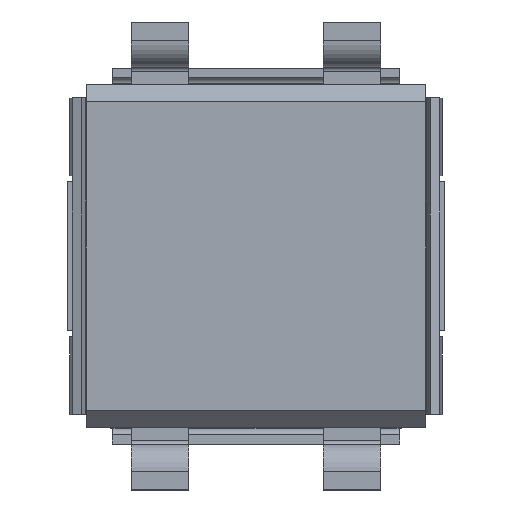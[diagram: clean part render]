
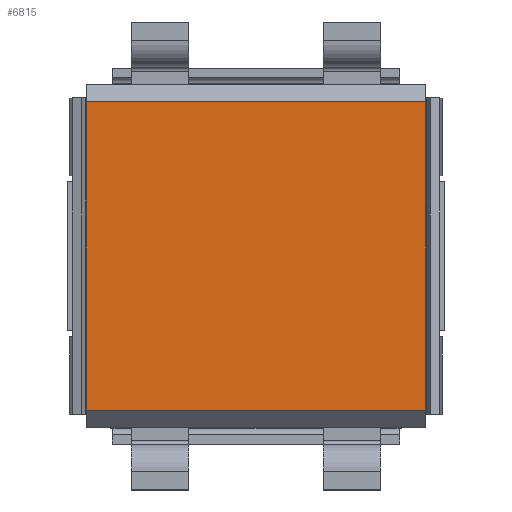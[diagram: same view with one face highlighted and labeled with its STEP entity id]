
A CAD part, top view. The second image highlights one B-rep face of the part: STEP entity #6815.
In plain terms, the highlighted planar face has unit normal (0, 0, 1).
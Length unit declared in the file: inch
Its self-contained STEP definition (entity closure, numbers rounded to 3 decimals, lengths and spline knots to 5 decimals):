
#1798=DIRECTION('',(1.,0.,0.));
#1799=VECTOR('',#1798,0.177);
#1800=CARTESIAN_POINT('',(-0.0885,0.0805,0.));
#1801=LINE('',#1800,#1799);
#1814=DIRECTION('',(0.,1.,0.));
#1815=VECTOR('',#1814,0.161);
#1816=CARTESIAN_POINT('',(-0.0885,-0.0805,0.));
#1817=LINE('',#1816,#1815);
#1818=DIRECTION('',(0.,-1.,0.));
#1819=VECTOR('',#1818,0.161);
#1820=CARTESIAN_POINT('',(0.0885,0.0805,0.));
#1821=LINE('',#1820,#1819);
#1822=DIRECTION('',(-1.,0.,0.));
#1823=VECTOR('',#1822,0.177);
#1824=CARTESIAN_POINT('',(0.0885,-0.0805,0.));
#1825=LINE('',#1824,#1823);
#3806=CARTESIAN_POINT('',(-0.0885,0.0805,0.));
#3807=CARTESIAN_POINT('',(0.0885,0.0805,0.));
#3808=VERTEX_POINT('',#3806);
#3809=VERTEX_POINT('',#3807);
#3814=CARTESIAN_POINT('',(0.0885,-0.0805,0.));
#3815=CARTESIAN_POINT('',(-0.0885,-0.0805,0.));
#3816=VERTEX_POINT('',#3814);
#3817=VERTEX_POINT('',#3815);
#6803=CARTESIAN_POINT('',(0.,0.,0.));
#6804=DIRECTION('',(0.,0.,-1.));
#6805=DIRECTION('',(1.,0.,0.));
#6806=AXIS2_PLACEMENT_3D('',#6803,#6804,#6805);
#6807=PLANE('',#6806);
#6808=ORIENTED_EDGE('',*,*,#5675,.T.);
#6809=ORIENTED_EDGE('',*,*,#6795,.T.);
#6810=ORIENTED_EDGE('',*,*,#6456,.T.);
#6812=ORIENTED_EDGE('',*,*,#6811,.T.);
#6813=EDGE_LOOP('',(#6808,#6809,#6810,#6812));
#6814=FACE_OUTER_BOUND('',#6813,.F.);
#6815=ADVANCED_FACE('',(#6814),#6807,.F.);
#5675=EDGE_CURVE('',#3817,#3808,#1817,.T.);
#6456=EDGE_CURVE('',#3809,#3816,#1821,.T.);
#6795=EDGE_CURVE('',#3808,#3809,#1801,.T.);
#6811=EDGE_CURVE('',#3816,#3817,#1825,.T.);
